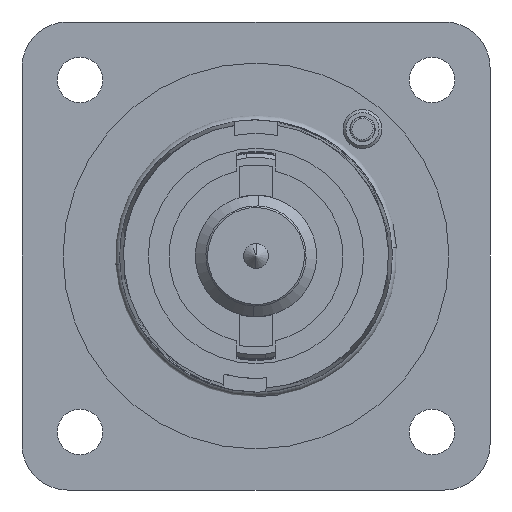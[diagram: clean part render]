
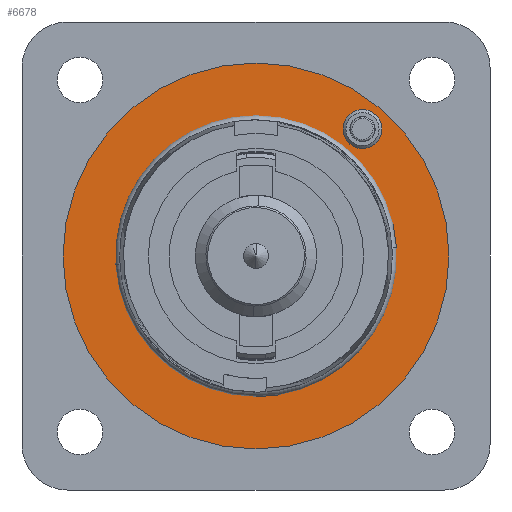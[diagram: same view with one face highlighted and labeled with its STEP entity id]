
A CAD part, front view. The second image highlights one B-rep face of the part: STEP entity #6678.
In plain terms, the highlighted planar face has unit normal (0, -1, 0).
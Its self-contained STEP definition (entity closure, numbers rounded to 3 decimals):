
#181 = ORIENTED_EDGE ( 'NONE', *, *, #11191, .T. ) ;
#656 = EDGE_CURVE ( 'NONE', #12408, #5064, #2639, .T. ) ;
#821 = DIRECTION ( 'NONE',  ( 0., 0., 1. ) ) ;
#888 = CARTESIAN_POINT ( 'NONE',  ( 0., -55.95, 0. ) ) ;
#948 = DIRECTION ( 'NONE',  ( 0., 1., 0. ) ) ;
#1320 = CIRCLE ( 'NONE', #12328, 16.5 ) ;
#1372 = CIRCLE ( 'NONE', #3948, 16.5 ) ;
#1605 = DIRECTION ( 'NONE',  ( 0., -1., 0. ) ) ;
#1633 = FACE_BOUND ( 'NONE', #9547, .T. ) ;
#1749 = CARTESIAN_POINT ( 'NONE',  ( 0., -55.95, 16.5 ) ) ;
#1776 = CARTESIAN_POINT ( 'NONE',  ( 12.856, -55.95, 15.321 ) ) ;
#1857 = EDGE_CURVE ( 'NONE', #11896, #4310, #7706, .T. ) ;
#2639 = CIRCLE ( 'NONE', #7472, 23.3 ) ;
#2719 = CARTESIAN_POINT ( 'NONE',  ( 0., -55.95, -16.5 ) ) ;
#2854 = DIRECTION ( 'NONE',  ( 0., 1., 0. ) ) ;
#2967 = DIRECTION ( 'NONE',  ( 0., 1., 0. ) ) ;
#3430 = DIRECTION ( 'NONE',  ( 0., 1., 0. ) ) ;
#3484 = PLANE ( 'NONE',  #6594 ) ;
#3510 = DIRECTION ( 'NONE',  ( 0., 0., -1. ) ) ;
#3948 = AXIS2_PLACEMENT_3D ( 'NONE', #9504, #3430, #3510 ) ;
#4310 = VERTEX_POINT ( 'NONE', #9657 ) ;
#4535 = DIRECTION ( 'NONE',  ( 0., 0., -1. ) ) ;
#4682 = CARTESIAN_POINT ( 'NONE',  ( -16.5, -55.95, 0. ) ) ;
#4694 = VERTEX_POINT ( 'NONE', #1749 ) ;
#4776 = CARTESIAN_POINT ( 'NONE',  ( 12.856, -55.95, 17.671 ) ) ;
#4909 = CIRCLE ( 'NONE', #12820, 23.3 ) ;
#4912 = DIRECTION ( 'NONE',  ( 0., 0., -1. ) ) ;
#4939 = ORIENTED_EDGE ( 'NONE', *, *, #7030, .T. ) ;
#4970 = DIRECTION ( 'NONE',  ( 0., 0., 1. ) ) ;
#5064 = VERTEX_POINT ( 'NONE', #12894 ) ;
#5292 = EDGE_LOOP ( 'NONE', ( #4939, #181 ) ) ;
#6594 = AXIS2_PLACEMENT_3D ( 'NONE', #4682, #1605, #12756 ) ;
#6678 = ADVANCED_FACE ( 'NONE', ( #11608, #1633, #11769 ), #3484, .T. ) ;
#6795 = EDGE_CURVE ( 'NONE', #4310, #11896, #10385, .T. ) ;
#7030 = EDGE_CURVE ( 'NONE', #8114, #4694, #1320, .T. ) ;
#7032 = ORIENTED_EDGE ( 'NONE', *, *, #1857, .T. ) ;
#7188 = CARTESIAN_POINT ( 'NONE',  ( 0., -55.95, 0. ) ) ;
#7216 = CARTESIAN_POINT ( 'NONE',  ( 0., -55.95, 0. ) ) ;
#7472 = AXIS2_PLACEMENT_3D ( 'NONE', #888, #2854, #4912 ) ;
#7476 = DIRECTION ( 'NONE',  ( 0., 1., 0. ) ) ;
#7706 = CIRCLE ( 'NONE', #8168, 2.35 ) ;
#8114 = VERTEX_POINT ( 'NONE', #2719 ) ;
#8168 = AXIS2_PLACEMENT_3D ( 'NONE', #10967, #2967, #4970 ) ;
#9111 = ORIENTED_EDGE ( 'NONE', *, *, #10631, .F. ) ;
#9504 = CARTESIAN_POINT ( 'NONE',  ( 0., -55.95, 0. ) ) ;
#9547 = EDGE_LOOP ( 'NONE', ( #11780, #7032 ) ) ;
#9628 = AXIS2_PLACEMENT_3D ( 'NONE', #1776, #948, #821 ) ;
#9657 = CARTESIAN_POINT ( 'NONE',  ( 12.856, -55.95, 12.971 ) ) ;
#9769 = ORIENTED_EDGE ( 'NONE', *, *, #656, .F. ) ;
#10344 = EDGE_LOOP ( 'NONE', ( #9769, #9111 ) ) ;
#10385 = CIRCLE ( 'NONE', #9628, 2.35 ) ;
#10512 = DIRECTION ( 'NONE',  ( 0., 0., -1. ) ) ;
#10629 = DIRECTION ( 'NONE',  ( 0., 1., 0. ) ) ;
#10631 = EDGE_CURVE ( 'NONE', #5064, #12408, #4909, .T. ) ;
#10967 = CARTESIAN_POINT ( 'NONE',  ( 12.856, -55.95, 15.321 ) ) ;
#11191 = EDGE_CURVE ( 'NONE', #4694, #8114, #1372, .T. ) ;
#11608 = FACE_OUTER_BOUND ( 'NONE', #10344, .T. ) ;
#11691 = CARTESIAN_POINT ( 'NONE',  ( 0., -55.95, -23.3 ) ) ;
#11769 = FACE_BOUND ( 'NONE', #5292, .T. ) ;
#11780 = ORIENTED_EDGE ( 'NONE', *, *, #6795, .T. ) ;
#11896 = VERTEX_POINT ( 'NONE', #4776 ) ;
#12328 = AXIS2_PLACEMENT_3D ( 'NONE', #7216, #7476, #10512 ) ;
#12408 = VERTEX_POINT ( 'NONE', #11691 ) ;
#12756 = DIRECTION ( 'NONE',  ( -1., 0., 0. ) ) ;
#12820 = AXIS2_PLACEMENT_3D ( 'NONE', #7188, #10629, #4535 ) ;
#12894 = CARTESIAN_POINT ( 'NONE',  ( 0., -55.95, 23.3 ) ) ;
